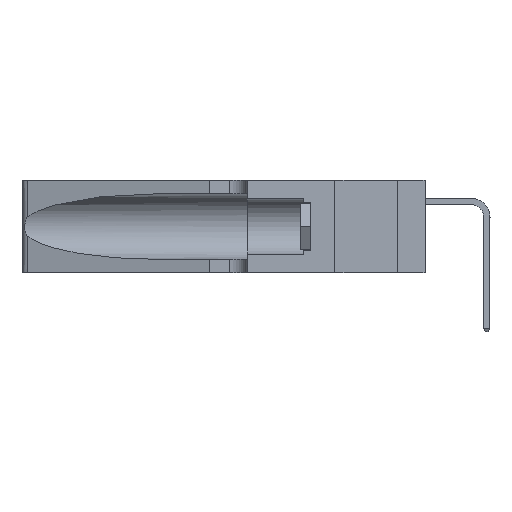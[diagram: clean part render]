
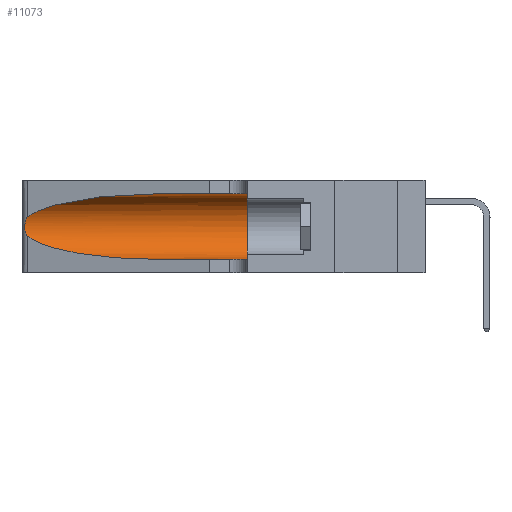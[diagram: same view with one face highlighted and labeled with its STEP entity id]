
A CAD part, left-side view. The second image highlights one B-rep face of the part: STEP entity #11073.
In plain terms, the highlighted cylindrical face has radius 3.308 mm (diameter 6.617 mm), a partial arc.
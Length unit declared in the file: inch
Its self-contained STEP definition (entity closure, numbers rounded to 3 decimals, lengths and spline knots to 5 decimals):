
#63 = VERTEX_POINT ( 'NONE', #45818 ) ;
#1814 = CARTESIAN_POINT ( 'NONE',  ( 0.25555, 1.22993, 0.14849 ) ) ;
#1948 = CARTESIAN_POINT ( 'NONE',  ( 0.18966, 0.96281, 0.31525 ) ) ;
#2375 = ORIENTED_EDGE ( 'NONE', *, *, #7188, .T. ) ;
#3351 = DIRECTION ( 'NONE',  ( 0., 1., 0. ) ) ;
#5318 = DIRECTION ( 'NONE',  ( 0., -1., 0. ) ) ;
#6802 = CARTESIAN_POINT ( 'NONE',  ( 0.2373, 1.15595, 0.08982 ) ) ;
#7188 = EDGE_CURVE ( 'NONE', #8608, #42877, #13783, .T. ) ;
#7241 = LINE ( 'NONE', #19568, #36979 ) ;
#8419 = EDGE_CURVE ( 'NONE', #14900, #26464, #7241, .T. ) ;
#8608 = VERTEX_POINT ( 'NONE', #13161 ) ;
#9041 = CARTESIAN_POINT ( 'NONE',  ( 0.1305, 1.61858, 0.185 ) ) ;
#9169 = CARTESIAN_POINT ( 'NONE',  ( 0.25787, 1.23484, 0.2124 ) ) ;
#11073 = ADVANCED_FACE ( 'NONE', ( #15036 ), #42365, .F. ) ;
#11421 = CARTESIAN_POINT ( 'NONE',  ( 0.25487, 1.22718, 0.14631 ) ) ;
#11745 = ORIENTED_EDGE ( 'NONE', *, *, #22799, .T. ) ;
#12574 = ORIENTED_EDGE ( 'NONE', *, *, #18207, .F. ) ;
#12746 = CARTESIAN_POINT ( 'NONE',  ( 0.25555, 1.22994, 0.2215 ) ) ;
#12908 = CARTESIAN_POINT ( 'NONE',  ( 0.26018, 1.23835, 0.19895 ) ) ;
#13161 = CARTESIAN_POINT ( 'NONE',  ( 0.25487, 1.22718, 0.22369 ) ) ;
#13218 = CARTESIAN_POINT ( 'NONE',  ( 0.1305, 0.72297, 0.31525 ) ) ;
#13537 = LINE ( 'NONE', #40630, #42060 ) ;
#13783 = B_SPLINE_CURVE_WITH_KNOTS ( 'NONE', 3,
 ( #31525, #12746, #27811, #9169, #35248, #12908, #38929, #16648, #42670, #20434, #46392, #24196, #1814, #27970 ),
 .UNSPECIFIED., .F., .F.,
 ( 4, 2, 2, 2, 2, 2, 4 ),
 ( 0., 0.00027, 0.00053, 0.00107, 0.0016, 0.00187, 0.00214 ),
 .UNSPECIFIED. ) ;
#14275 = CARTESIAN_POINT ( 'NONE',  ( 0.25487, 1.22718, 0.14631 ) ) ;
#14900 = VERTEX_POINT ( 'NONE', #20086 ) ;
#15036 = FACE_OUTER_BOUND ( 'NONE', #28073, .T. ) ;
#16648 = CARTESIAN_POINT ( 'NONE',  ( 0.26075, 1.23896, 0.178 ) ) ;
#16963 = CARTESIAN_POINT ( 'NONE',  ( 0.2373, 1.15595, 0.28018 ) ) ;
#18038 = CARTESIAN_POINT ( 'NONE',  ( 0.18966, 0.96281, 0.05475 ) ) ;
#18207 = EDGE_CURVE ( 'NONE', #43296, #63, #13537, .T. ) ;
#19442 = ORIENTED_EDGE ( 'NONE', *, *, #28859, .T. ) ;
#19568 = CARTESIAN_POINT ( 'NONE',  ( 0.1305, 1.61858, 0.05475 ) ) ;
#20086 = CARTESIAN_POINT ( 'NONE',  ( 0.1305, 0.72297, 0.05475 ) ) ;
#20434 = CARTESIAN_POINT ( 'NONE',  ( 0.25856, 1.23593, 0.16098 ) ) ;
#21034 = EDGE_CURVE ( 'NONE', #63, #26464, #43512, .T. ) ;
#21938 = CARTESIAN_POINT ( 'NONE',  ( 0.1305, 0.35, 0.05475 ) ) ;
#22799 = EDGE_CURVE ( 'NONE', #42877, #14900, #26051, .T. ) ;
#23791 = AXIS2_PLACEMENT_3D ( 'NONE', #25734, #3351, #29489 ) ;
#23913 = DIRECTION ( 'NONE',  ( 0., 0., -1. ) ) ;
#24196 = CARTESIAN_POINT ( 'NONE',  ( 0.25639, 1.23186, 0.15144 ) ) ;
#24624 = CARTESIAN_POINT ( 'NONE',  ( 0.1305, 0.72297, 0.31525 ) ) ;
#25734 = CARTESIAN_POINT ( 'NONE',  ( 0.1305, 0.35, 0.185 ) ) ;
#26051 =( BOUNDED_CURVE ( )  B_SPLINE_CURVE ( 3, ( #14275, #6802, #18038, #44047 ),
 .UNSPECIFIED., .F., .T. ) 
 B_SPLINE_CURVE_WITH_KNOTS ( ( 4, 4 ),
 ( 3.44316, 4.71239 ),
 .UNSPECIFIED. ) 
 CURVE ( )  GEOMETRIC_REPRESENTATION_ITEM ( )  RATIONAL_B_SPLINE_CURVE ( ( 1., 0.87, 0.87, 1. ) ) 
 REPRESENTATION_ITEM ( '' )  );
#26464 = VERTEX_POINT ( 'NONE', #21938 ) ;
#26667 = ORIENTED_EDGE ( 'NONE', *, *, #8419, .T. ) ;
#26787 = DIRECTION ( 'NONE',  ( 0., -1., 0. ) ) ;
#27811 = CARTESIAN_POINT ( 'NONE',  ( 0.25639, 1.23184, 0.21858 ) ) ;
#27970 = CARTESIAN_POINT ( 'NONE',  ( 0.25487, 1.22718, 0.14631 ) ) ;
#28073 = EDGE_LOOP ( 'NONE', ( #19442, #2375, #11745, #26667, #47652, #12574 ) ) ;
#28859 = EDGE_CURVE ( 'NONE', #43296, #8608, #29302, .T. ) ;
#29302 =( BOUNDED_CURVE ( )  B_SPLINE_CURVE ( 3, ( #13218, #1948, #16963, #42989 ),
 .UNSPECIFIED., .F., .F. ) 
 B_SPLINE_CURVE_WITH_KNOTS ( ( 4, 4 ),
 ( 1.5708, 2.84003 ),
 .UNSPECIFIED. ) 
 CURVE ( )  GEOMETRIC_REPRESENTATION_ITEM ( )  RATIONAL_B_SPLINE_CURVE ( ( 1., 0.87, 0.87, 1. ) ) 
 REPRESENTATION_ITEM ( '' )  );
#29489 = DIRECTION ( 'NONE',  ( 0., 0., 1. ) ) ;
#31525 = CARTESIAN_POINT ( 'NONE',  ( 0.25487, 1.22718, 0.22369 ) ) ;
#35248 = CARTESIAN_POINT ( 'NONE',  ( 0.25854, 1.2359, 0.20912 ) ) ;
#36941 = DIRECTION ( 'NONE',  ( 0., -1., 0. ) ) ;
#36979 = VECTOR ( 'NONE', #26787, 39.37008 ) ;
#38929 = CARTESIAN_POINT ( 'NONE',  ( 0.26075, 1.23896, 0.19203 ) ) ;
#40630 = CARTESIAN_POINT ( 'NONE',  ( 0.1305, 1.61858, 0.31525 ) ) ;
#42060 = VECTOR ( 'NONE', #36941, 39.37008 ) ;
#42365 = CYLINDRICAL_SURFACE ( 'NONE', #47417, 0.13025 ) ;
#42670 = CARTESIAN_POINT ( 'NONE',  ( 0.26017, 1.23833, 0.17102 ) ) ;
#42877 = VERTEX_POINT ( 'NONE', #11421 ) ;
#42989 = CARTESIAN_POINT ( 'NONE',  ( 0.25487, 1.22718, 0.22369 ) ) ;
#43296 = VERTEX_POINT ( 'NONE', #24624 ) ;
#43512 = CIRCLE ( 'NONE', #23791, 0.13025 ) ;
#44047 = CARTESIAN_POINT ( 'NONE',  ( 0.1305, 0.72297, 0.05475 ) ) ;
#45818 = CARTESIAN_POINT ( 'NONE',  ( 0.1305, 0.35, 0.31525 ) ) ;
#46392 = CARTESIAN_POINT ( 'NONE',  ( 0.25789, 1.23486, 0.15765 ) ) ;
#47417 = AXIS2_PLACEMENT_3D ( 'NONE', #9041, #5318, #23913 ) ;
#47652 = ORIENTED_EDGE ( 'NONE', *, *, #21034, .F. ) ;
